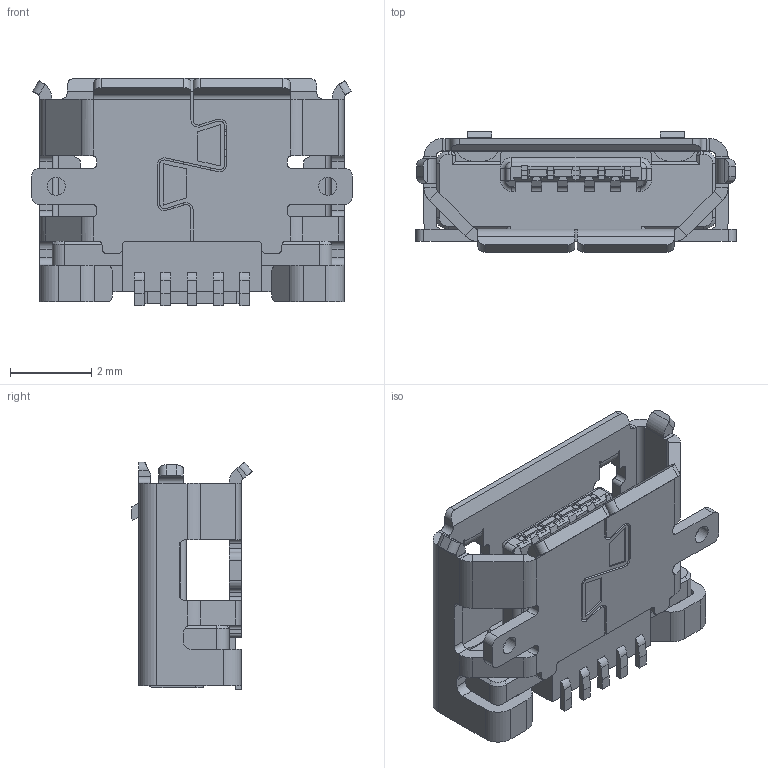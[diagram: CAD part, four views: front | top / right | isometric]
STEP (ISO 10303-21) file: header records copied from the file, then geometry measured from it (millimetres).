
FILE_DESCRIPTION (( 'STEP AP214' ), '1' );
FILE_NAME ('10118192-0001LF--3DModel-STEP-56544.STEP', '2021-02-24T11:16:23', ( '' ), ( '' ), 'SwSTEP 2.0', 'SolidWorks 2020', '' );
FILE_SCHEMA (( 'AUTOMOTIVE_DESIGN' ));
Length unit declared in the file: millimetre
Products named in the file (1): 10118192-0001LF--3DModel-STEP-56544
Bounding box: 7.9 x 2.97 x 5.62 mm (x, y, z)
Volume: 45 mm3; surface area: 284.7 mm2
Topology: 17 solids, 17 shells, 672 faces, 1783 edges, 1138 vertices
Faces by surface type: plane 444, cylinder 206, cone 14, torus 7, bspline 1
Entity records: 20874 total; most frequent: CARTESIAN_POINT 3720, ORIENTED_EDGE 3566, DIRECTION 3522, EDGE_CURVE 1783, VECTOR 1318, LINE 1318, VERTEX_POINT 1138, AXIS2_PLACEMENT_3D 1102
